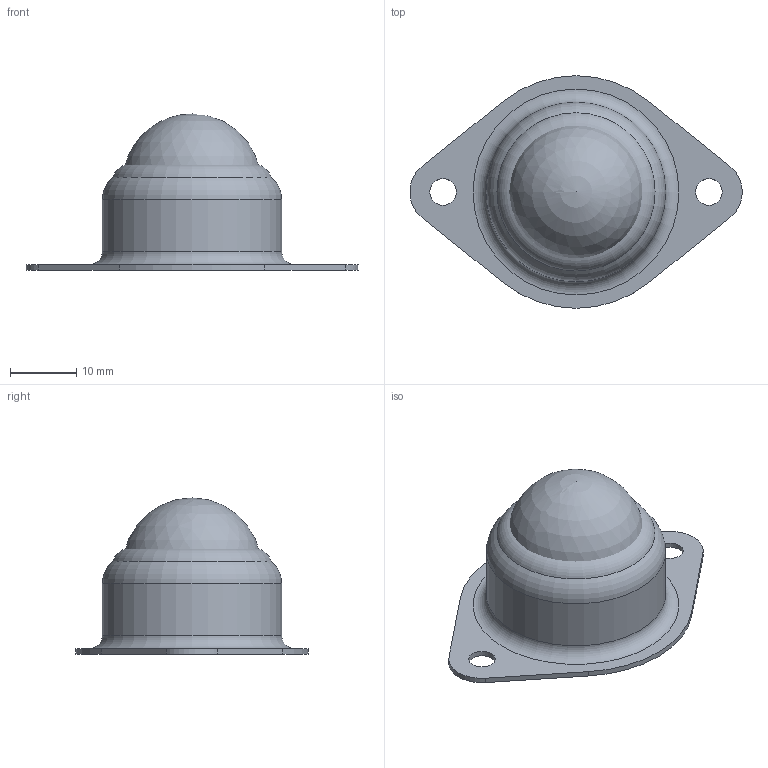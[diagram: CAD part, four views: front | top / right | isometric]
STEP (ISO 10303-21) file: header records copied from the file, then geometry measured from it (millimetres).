
FILE_DESCRIPTION(/* description */ (''),/* implementation_level */ '2;1');
FILE_NAME(/* name */ 'ball castor CY 15A .step',/* time_stamp */ '2018-10-28T18:11:09+08:00',/* author */ ('genius169'),/* organization */ (''),/* preprocessor_version */ 'ST-DEVELOPER v17.2',/* originating_system */ 'Autodesk Translation Framework v7.6.0.251',/* authorisation */ '');
FILE_SCHEMA (('AUTOMOTIVE_DESIGN { 1 0 10303 214 3 1 1 }'));
Length unit declared in the file: millimetre
Products named in the file (3): ball castor CY 15A; shell; ball
Assembly tree (2 placements, depth 2):
  ball castor CY 15A
    shell
    ball
Bounding box: 49.97 x 35 x 23.5 mm (x, y, z)
Volume: 2306.3 mm3; surface area: 5924.8 mm2
Topology: 2 solids, 2 shells, 24 faces, 64 edges, 43 vertices
Faces by surface type: cylinder 8, plane 7, torus 5, sphere 3, bspline 1
Full cylindrical faces by diameter (mm): 4 x2, 23.8 x1, 27 x1
Entity records: 1007 total; most frequent: CARTESIAN_POINT 290, DIRECTION 150, ORIENTED_EDGE 122, AXIS2_PLACEMENT_3D 65, EDGE_CURVE 61, VERTEX_POINT 44, CIRCLE 37, EDGE_LOOP 31
